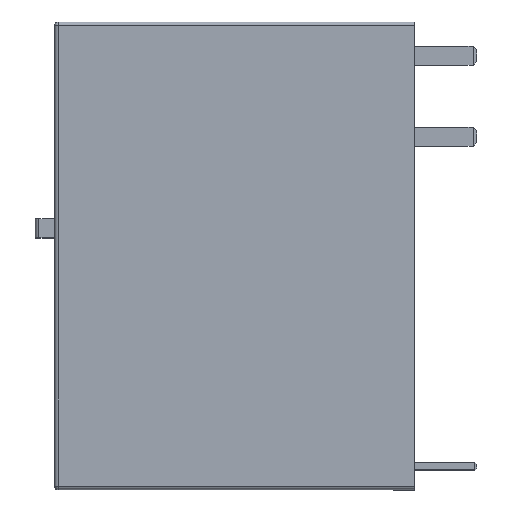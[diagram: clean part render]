
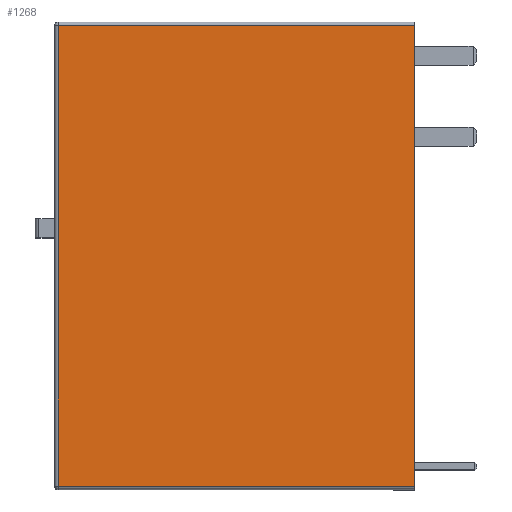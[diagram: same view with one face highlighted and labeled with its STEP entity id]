
A CAD part, top view. The second image highlights one B-rep face of the part: STEP entity #1268.
In plain terms, the highlighted planar face has unit normal (0, 0, 1).
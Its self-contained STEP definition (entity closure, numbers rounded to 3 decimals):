
#49=DIRECTION('',(0.,1.,0.));
#50=VECTOR('',#49,38.4);
#51=CARTESIAN_POINT('',(0.,-18.8,7.5));
#52=LINE('',#51,#50);
#53=DIRECTION('',(-1.,0.,0.));
#54=VECTOR('',#53,29.7);
#55=CARTESIAN_POINT('',(0.,19.6,7.5));
#56=LINE('',#55,#54);
#65=DIRECTION('',(1.,0.,0.));
#66=VECTOR('',#65,29.7);
#67=CARTESIAN_POINT('',(-29.7,-18.8,7.5));
#68=LINE('',#67,#66);
#221=DIRECTION('',(0.,-1.,0.));
#222=VECTOR('',#221,38.4);
#223=CARTESIAN_POINT('',(-29.7,19.6,7.5));
#224=LINE('',#223,#222);
#900=CARTESIAN_POINT('',(0.,19.6,7.5));
#902=VERTEX_POINT('',#900);
#914=CARTESIAN_POINT('',(0.,-18.8,7.5));
#915=VERTEX_POINT('',#914);
#956=CARTESIAN_POINT('',(-29.7,19.6,7.5));
#957=VERTEX_POINT('',#956);
#960=CARTESIAN_POINT('',(-29.7,-18.8,7.5));
#961=VERTEX_POINT('',#960);
#1255=CARTESIAN_POINT('',(0.,19.9,7.5));
#1256=DIRECTION('',(0.,0.,1.));
#1257=DIRECTION('',(0.,-1.,0.));
#1258=AXIS2_PLACEMENT_3D('',#1255,#1256,#1257);
#1259=PLANE('',#1258);
#1260=ORIENTED_EDGE('',*,*,#1239,.F.);
#1261=ORIENTED_EDGE('',*,*,#1171,.F.);
#1263=ORIENTED_EDGE('',*,*,#1262,.F.);
#1265=ORIENTED_EDGE('',*,*,#1264,.F.);
#1266=EDGE_LOOP('',(#1260,#1261,#1263,#1265));
#1267=FACE_OUTER_BOUND('',#1266,.F.);
#1171=EDGE_CURVE('',#915,#902,#52,.T.);
#1239=EDGE_CURVE('',#902,#957,#56,.T.);
#1262=EDGE_CURVE('',#961,#915,#68,.T.);
#1264=EDGE_CURVE('',#957,#961,#224,.T.);
#1268=ADVANCED_FACE('',(#1267),#1259,.T.);
